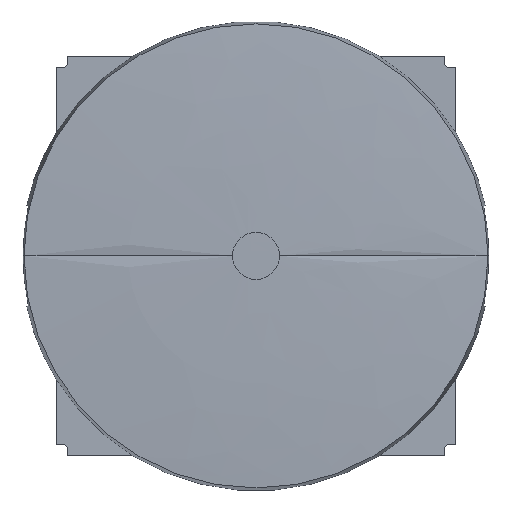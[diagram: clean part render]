
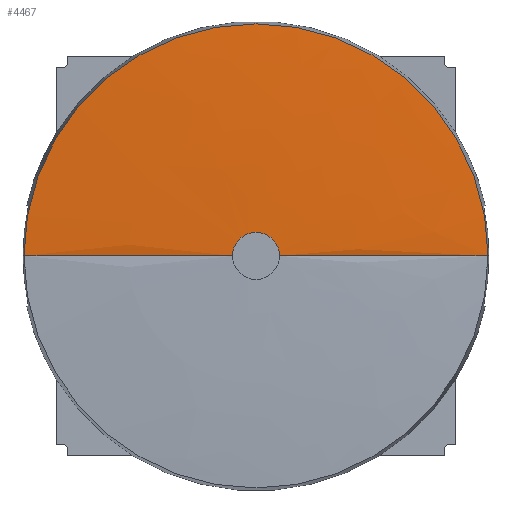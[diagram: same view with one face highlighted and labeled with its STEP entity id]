
A CAD part, top view. The second image highlights one B-rep face of the part: STEP entity #4467.
In plain terms, the highlighted face is a revolution surface.
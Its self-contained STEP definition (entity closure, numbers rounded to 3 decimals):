
#2100=AXIS2_PLACEMENT_3D('Circle Axis2P3D',#2098,#2099,$) ;
#4445=AXIS2_PLACEMENT_3D('Circle Axis2P3D',#4443,#4444,$) ;
#2095=CARTESIAN_POINT('Vertex',(-26.19,0.,8.521)) ;
#2098=CARTESIAN_POINT('Axis2P3D Location',(0.,0.,8.521)) ;
#2102=CARTESIAN_POINT('Vertex',(26.19,0.,8.521)) ;
#4417=CARTESIAN_POINT('Control Point',(0.,2.651,9.218)) ;
#4418=CARTESIAN_POINT('Control Point',(0.,6.892,9.2)) ;
#4419=CARTESIAN_POINT('Control Point',(0.,11.133,9.147)) ;
#4420=CARTESIAN_POINT('Control Point',(0.,15.373,9.055)) ;
#4421=CARTESIAN_POINT('Control Point',(0.,20.083,8.888)) ;
#4422=CARTESIAN_POINT('Control Point',(0.,24.787,8.611)) ;
#4423=CARTESIAN_POINT('Control Point',(0.,25.255,8.582)) ;
#4424=CARTESIAN_POINT('Control Point',(0.,25.722,8.552)) ;
#4425=CARTESIAN_POINT('Control Point',(0.,26.19,8.521)) ;
#4426=CARTESIAN_POINT('Axis1P Location',(0.,0.,50000.)) ;
#4431=CARTESIAN_POINT('Control Point',(-2.651,0.,9.218)) ;
#4432=CARTESIAN_POINT('Control Point',(-6.892,0.,9.2)) ;
#4433=CARTESIAN_POINT('Control Point',(-11.133,0.,9.147)) ;
#4434=CARTESIAN_POINT('Control Point',(-15.373,0.,9.055)) ;
#4435=CARTESIAN_POINT('Control Point',(-20.083,0.,8.888)) ;
#4436=CARTESIAN_POINT('Control Point',(-24.787,0.,8.611)) ;
#4437=CARTESIAN_POINT('Control Point',(-25.255,0.,8.582)) ;
#4438=CARTESIAN_POINT('Control Point',(-25.722,0.,8.552)) ;
#4439=CARTESIAN_POINT('Control Point',(-26.19,0.,8.521)) ;
#4440=CARTESIAN_POINT('Vertex',(-2.651,0.,9.218)) ;
#4443=CARTESIAN_POINT('Axis2P3D Location',(0.,0.,9.218)) ;
#4447=CARTESIAN_POINT('Vertex',(2.651,0.,9.218)) ;
#4451=CARTESIAN_POINT('Control Point',(2.651,0.,9.218)) ;
#4452=CARTESIAN_POINT('Control Point',(6.892,0.,9.2)) ;
#4453=CARTESIAN_POINT('Control Point',(11.133,0.,9.147)) ;
#4454=CARTESIAN_POINT('Control Point',(15.373,0.,9.055)) ;
#4455=CARTESIAN_POINT('Control Point',(20.083,0.,8.888)) ;
#4456=CARTESIAN_POINT('Control Point',(24.787,0.,8.611)) ;
#4457=CARTESIAN_POINT('Control Point',(25.255,0.,8.582)) ;
#4458=CARTESIAN_POINT('Control Point',(25.722,0.,8.552)) ;
#4459=CARTESIAN_POINT('Control Point',(26.19,0.,8.521)) ;
#2099=DIRECTION('Axis2P3D Direction',(0.,0.,1.)) ;
#4427=DIRECTION('Axis1P Direction',(0.,0.,-1.)) ;
#4444=DIRECTION('Axis2P3D Direction',(0.,0.,-1.)) ;
#4428=AXIS1_PLACEMENT('Revolution Surface Axis1P',#4426,#4427) ;
#4462=ORIENTED_EDGE('',*,*,#4442,.F.) ;
#4463=ORIENTED_EDGE('',*,*,#4449,.T.) ;
#4464=ORIENTED_EDGE('',*,*,#4460,.T.) ;
#4465=ORIENTED_EDGE('',*,*,#2104,.T.) ;
#4467=ADVANCED_FACE('corps',(#4466),#4429,.T.) ;
#4416=B_SPLINE_CURVE_WITH_KNOTS('',5,(#4417,#4418,#4419,#4420,#4421,#4422,#4423,#4424,#4425),.UNSPECIFIED.,.F.,.U.,(6,3,6),(3.75,33.737,37.048),.UNSPECIFIED.) ;
#4430=B_SPLINE_CURVE_WITH_KNOTS('',5,(#4431,#4432,#4433,#4434,#4435,#4436,#4437,#4438,#4439),.UNSPECIFIED.,.F.,.U.,(6,3,6),(3.75,33.737,37.048),.UNSPECIFIED.) ;
#4450=B_SPLINE_CURVE_WITH_KNOTS('',5,(#4451,#4452,#4453,#4454,#4455,#4456,#4457,#4458,#4459),.UNSPECIFIED.,.F.,.U.,(6,3,6),(3.75,33.737,37.048),.UNSPECIFIED.) ;
#2101=CIRCLE('generated circle',#2100,26.19) ;
#4446=CIRCLE('generated circle',#4445,2.651) ;
#2104=EDGE_CURVE('',#2103,#2096,#2101,.T.) ;
#4442=EDGE_CURVE('',#4441,#2096,#4430,.T.) ;
#4449=EDGE_CURVE('',#4441,#4448,#4446,.T.) ;
#4460=EDGE_CURVE('',#4448,#2103,#4450,.T.) ;
#4461=EDGE_LOOP('',(#4462,#4463,#4464,#4465)) ;
#4466=FACE_OUTER_BOUND('',#4461,.T.) ;
#4429=SURFACE_OF_REVOLUTION('Surface of Revolution',#4416,#4428) ;
#2096=VERTEX_POINT('',#2095) ;
#2103=VERTEX_POINT('',#2102) ;
#4441=VERTEX_POINT('',#4440) ;
#4448=VERTEX_POINT('',#4447) ;
